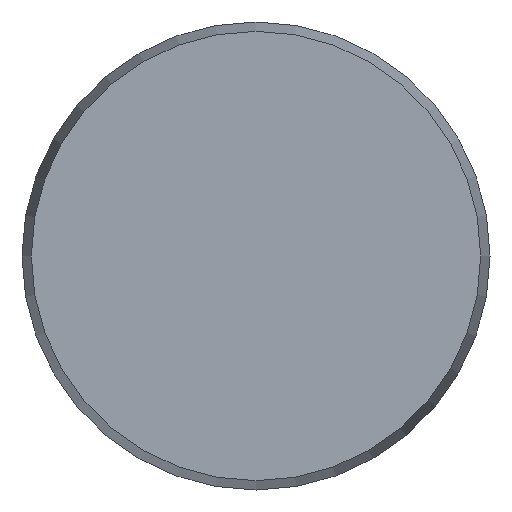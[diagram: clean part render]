
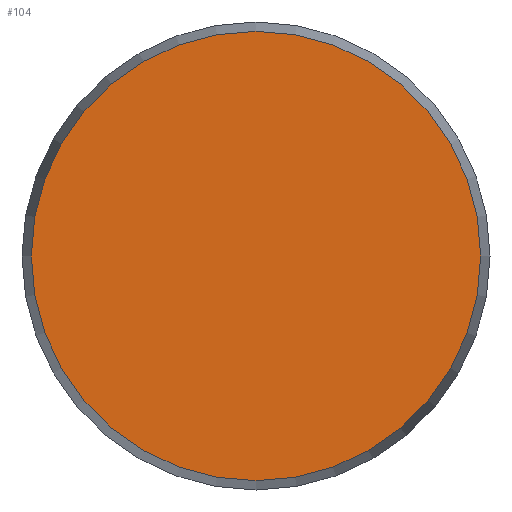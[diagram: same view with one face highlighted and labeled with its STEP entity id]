
A CAD part, front view. The second image highlights one B-rep face of the part: STEP entity #104.
In plain terms, the highlighted planar face has unit normal (0, -1, 0).
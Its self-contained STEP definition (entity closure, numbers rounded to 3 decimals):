
#104 = ADVANCED_FACE( '', ( #225 ), #226, .F. );
#225 = FACE_OUTER_BOUND( '', #366, .T. );
#226 = PLANE( '', #367 );
#366 = EDGE_LOOP( '', ( #594 ) );
#367 = AXIS2_PLACEMENT_3D( '', #595, #596, #597 );
#594 = ORIENTED_EDGE( '', *, *, #821, .T. );
#595 = CARTESIAN_POINT( '', ( 24., 0., 0. ) );
#596 = DIRECTION( '', ( 0., 1., 0. ) );
#597 = DIRECTION( '', ( 0., 0., 1. ) );
#821 = EDGE_CURVE( '', #974, #974, #975, .T. );
#974 = VERTEX_POINT( '', #1281 );
#975 = CIRCLE( '', #1282, 24. );
#1281 = CARTESIAN_POINT( '', ( 0., 0., -24. ) );
#1282 = AXIS2_PLACEMENT_3D( '', #1409, #1410, #1411 );
#1409 = CARTESIAN_POINT( '', ( 0., 0., 0. ) );
#1410 = DIRECTION( '', ( 0., -1., 0. ) );
#1411 = DIRECTION( '', ( 0., 0., -1. ) );
